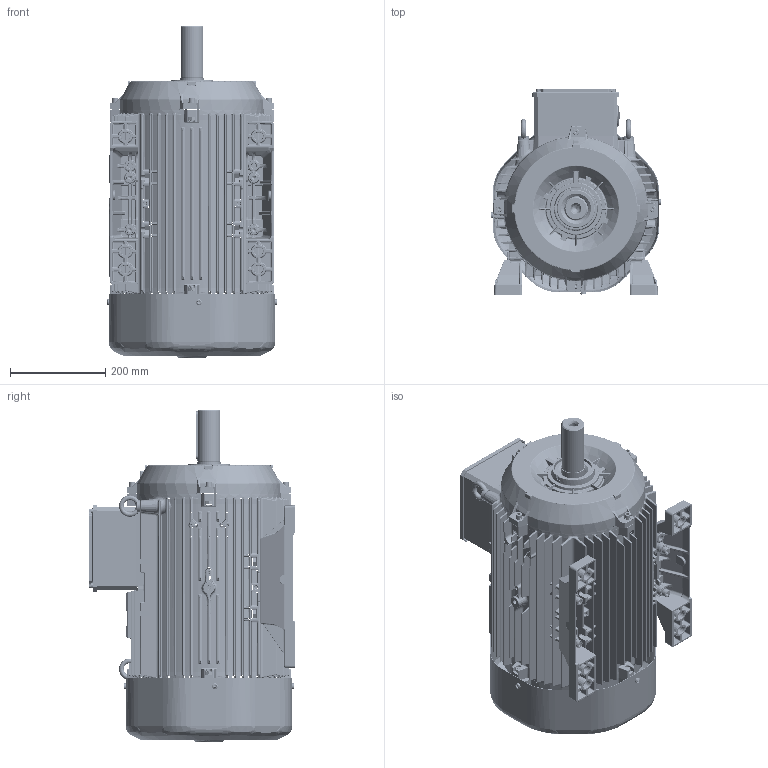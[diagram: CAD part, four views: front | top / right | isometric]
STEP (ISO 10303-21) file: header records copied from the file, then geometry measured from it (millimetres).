
FILE_DESCRIPTION(/* description */ (''),/* implementation_level */ '2;1');
FILE_NAME(/* name */ 'AR-000001780979_001.stp',/* time_stamp */ '2024-07-31T15:31:16+03:00',/* author */ (''),/* organization */ (''),/* preprocessor_version */ 'ST-DEVELOPER v18.102',/* originating_system */ 'SIEMENS PLM Software NX2206.8101',/* authorisation */ '');
FILE_SCHEMA (('AP203_CONFIGURATION_CONTROLLED_3D_DESIGN_OF_MECHANICAL_PARTS_AND_ASSEMBLIES_MIM_LF { 1 0 10303 403 2 1 2}'));
Products named in the file (1): 001_objects
Bounding box: 358.05 x 433 x 696 mm (x, y, z)
Surface area: 2256902.7 mm2 (no closed solid volume)
Topology: 0 solids, 124 shells, 7917 faces, 28409 edges, 19202 vertices
Faces by surface type: cylinder 3079, plane 2265, torus 1111, bspline 680, sphere 416, cone 365, revolution 1
Full cylindrical faces by diameter (mm): 8 x1, 12 x4, 14 x1, 17 x1, 25 x2, 25.05 x2, 47.6 x1, 48 x1, 50 x2, 80 x2
Entity records: 343256 total; most frequent: CARTESIAN_POINT 127926, ORIENTED_EDGE 41705, DIRECTION 39563, EDGE_CURVE 27976, VERTEX_POINT 19153, AXIS2_PLACEMENT_3D 14150, LINE 11262, VECTOR 11262
